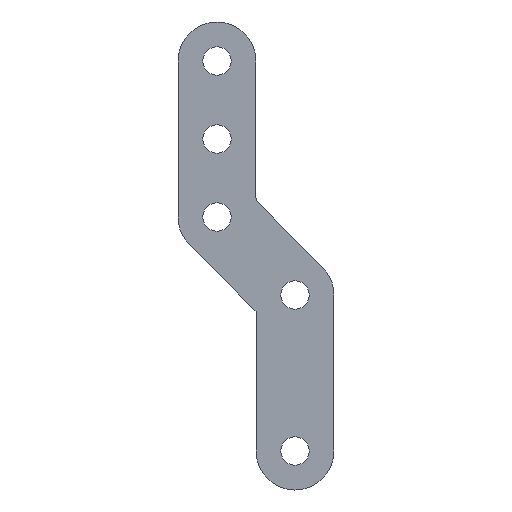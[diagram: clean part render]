
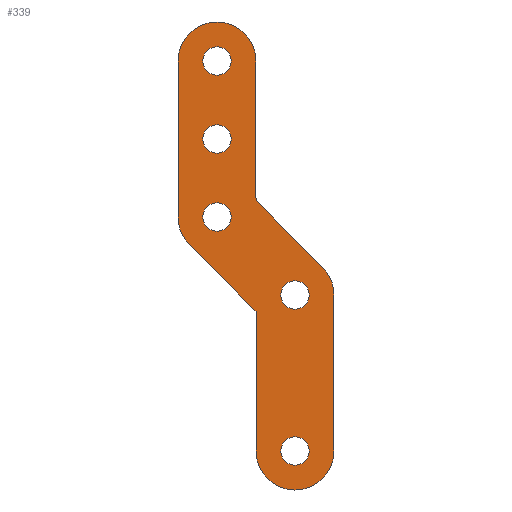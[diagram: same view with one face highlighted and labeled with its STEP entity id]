
A CAD part, front view. The second image highlights one B-rep face of the part: STEP entity #339.
In plain terms, the highlighted planar face has unit normal (0, -1, 0).
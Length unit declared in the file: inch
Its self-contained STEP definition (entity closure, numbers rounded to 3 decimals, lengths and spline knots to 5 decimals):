
#20=FACE_BOUND('',#72,.T.);
#21=FACE_BOUND('',#73,.T.);
#22=FACE_BOUND('',#74,.T.);
#23=FACE_BOUND('',#75,.T.);
#24=FACE_BOUND('',#76,.T.);
#32=PLANE('',#388);
#49=FACE_OUTER_BOUND('',#71,.T.);
#71=EDGE_LOOP('',(#299,#300,#301,#302,#303,#304,#305,#306,#307,#308));
#72=EDGE_LOOP('',(#309));
#73=EDGE_LOOP('',(#310));
#74=EDGE_LOOP('',(#311));
#75=EDGE_LOOP('',(#312));
#76=EDGE_LOOP('',(#313));
#82=LINE('',#522,#109);
#87=LINE('',#536,#114);
#90=LINE('',#542,#117);
#94=LINE('',#554,#121);
#98=LINE('',#566,#125);
#101=LINE('',#572,#128);
#109=VECTOR('',#428,0.3937);
#114=VECTOR('',#441,0.3937);
#117=VECTOR('',#446,0.3937);
#121=VECTOR('',#458,0.3937);
#125=VECTOR('',#470,0.3937);
#128=VECTOR('',#475,0.3937);
#132=CIRCLE('',#356,0.091);
#134=CIRCLE('',#359,0.091);
#136=CIRCLE('',#362,0.091);
#138=CIRCLE('',#365,0.091);
#140=CIRCLE('',#368,0.091);
#141=CIRCLE('',#371,0.25);
#143=CIRCLE('',#376,0.25);
#145=CIRCLE('',#380,0.25);
#147=CIRCLE('',#385,0.25);
#150=VERTEX_POINT('',#492);
#152=VERTEX_POINT('',#498);
#154=VERTEX_POINT('',#504);
#156=VERTEX_POINT('',#510);
#158=VERTEX_POINT('',#516);
#159=VERTEX_POINT('',#520);
#160=VERTEX_POINT('',#521);
#163=VERTEX_POINT('',#529);
#165=VERTEX_POINT('',#535);
#167=VERTEX_POINT('',#541);
#169=VERTEX_POINT('',#547);
#171=VERTEX_POINT('',#553);
#173=VERTEX_POINT('',#559);
#175=VERTEX_POINT('',#565);
#177=VERTEX_POINT('',#571);
#181=EDGE_CURVE('',#150,#150,#132,.T.);
#184=EDGE_CURVE('',#152,#152,#134,.T.);
#187=EDGE_CURVE('',#154,#154,#136,.T.);
#190=EDGE_CURVE('',#156,#156,#138,.T.);
#193=EDGE_CURVE('',#158,#158,#140,.T.);
#194=EDGE_CURVE('',#159,#160,#82,.T.);
#198=EDGE_CURVE('',#163,#160,#141,.T.);
#201=EDGE_CURVE('',#163,#165,#87,.T.);
#204=EDGE_CURVE('',#165,#167,#90,.T.);
#207=EDGE_CURVE('',#169,#167,#143,.T.);
#210=EDGE_CURVE('',#169,#171,#94,.T.);
#213=EDGE_CURVE('',#173,#171,#145,.T.);
#216=EDGE_CURVE('',#175,#173,#98,.T.);
#219=EDGE_CURVE('',#177,#175,#101,.T.);
#222=EDGE_CURVE('',#159,#177,#147,.T.);
#299=ORIENTED_EDGE('',*,*,#222,.F.);
#300=ORIENTED_EDGE('',*,*,#194,.T.);
#301=ORIENTED_EDGE('',*,*,#198,.F.);
#302=ORIENTED_EDGE('',*,*,#201,.T.);
#303=ORIENTED_EDGE('',*,*,#204,.T.);
#304=ORIENTED_EDGE('',*,*,#207,.F.);
#305=ORIENTED_EDGE('',*,*,#210,.T.);
#306=ORIENTED_EDGE('',*,*,#213,.F.);
#307=ORIENTED_EDGE('',*,*,#216,.F.);
#308=ORIENTED_EDGE('',*,*,#219,.F.);
#309=ORIENTED_EDGE('',*,*,#193,.F.);
#310=ORIENTED_EDGE('',*,*,#190,.F.);
#311=ORIENTED_EDGE('',*,*,#187,.F.);
#312=ORIENTED_EDGE('',*,*,#184,.F.);
#313=ORIENTED_EDGE('',*,*,#181,.F.);
#339=ADVANCED_FACE('',(#49,#20,#21,#22,#23,#24),#32,.F.);
#356=AXIS2_PLACEMENT_3D('',#494,#396,#397);
#359=AXIS2_PLACEMENT_3D('',#500,#403,#404);
#362=AXIS2_PLACEMENT_3D('',#506,#410,#411);
#365=AXIS2_PLACEMENT_3D('',#512,#417,#418);
#368=AXIS2_PLACEMENT_3D('',#518,#424,#425);
#371=AXIS2_PLACEMENT_3D('',#530,#434,#435);
#376=AXIS2_PLACEMENT_3D('',#548,#451,#452);
#380=AXIS2_PLACEMENT_3D('',#560,#463,#464);
#385=AXIS2_PLACEMENT_3D('',#577,#480,#481);
#388=AXIS2_PLACEMENT_3D('',#580,#486,#487);
#396=DIRECTION('center_axis',(0.,-1.,0.));
#397=DIRECTION('ref_axis',(1.,0.,0.));
#403=DIRECTION('center_axis',(0.,-1.,0.));
#404=DIRECTION('ref_axis',(1.,0.,0.));
#410=DIRECTION('center_axis',(0.,-1.,0.));
#411=DIRECTION('ref_axis',(1.,0.,0.));
#417=DIRECTION('center_axis',(0.,-1.,0.));
#418=DIRECTION('ref_axis',(1.,0.,0.));
#424=DIRECTION('center_axis',(0.,-1.,0.));
#425=DIRECTION('ref_axis',(1.,0.,0.));
#428=DIRECTION('',(0.,0.,-1.));
#434=DIRECTION('center_axis',(0.,1.,0.));
#435=DIRECTION('ref_axis',(0.,0.,-1.));
#441=DIRECTION('',(0.707,0.,-0.707));
#446=DIRECTION('',(0.,0.,-1.));
#451=DIRECTION('center_axis',(0.,1.,0.));
#452=DIRECTION('ref_axis',(1.,0.,0.));
#458=DIRECTION('',(0.,0.,1.));
#463=DIRECTION('center_axis',(0.,1.,0.));
#464=DIRECTION('ref_axis',(0.707,0.,0.707));
#470=DIRECTION('',(0.707,0.,-0.707));
#475=DIRECTION('',(0.,0.,-1.));
#480=DIRECTION('center_axis',(0.,1.,0.));
#481=DIRECTION('ref_axis',(-1.,0.,0.));
#486=DIRECTION('center_axis',(0.,1.,0.));
#487=DIRECTION('ref_axis',(1.,0.,0.));
#492=CARTESIAN_POINT('',(-0.091,0.,0.));
#494=CARTESIAN_POINT('Origin',(0.,0.,0.));
#498=CARTESIAN_POINT('',(-0.591,0.,2.));
#500=CARTESIAN_POINT('Origin',(-0.5,0.,2.));
#504=CARTESIAN_POINT('',(-0.591,0.,2.5));
#506=CARTESIAN_POINT('Origin',(-0.5,0.,2.5));
#510=CARTESIAN_POINT('',(-0.091,0.,1.));
#512=CARTESIAN_POINT('Origin',(0.,0.,1.));
#516=CARTESIAN_POINT('',(-0.591,0.,1.5));
#518=CARTESIAN_POINT('Origin',(-0.5,0.,1.5));
#520=CARTESIAN_POINT('',(-0.75,0.,2.5));
#521=CARTESIAN_POINT('',(-0.75,0.,1.5));
#522=CARTESIAN_POINT('',(-0.75,0.,2.5));
#529=CARTESIAN_POINT('',(-0.67678,0.,1.32322));
#530=CARTESIAN_POINT('Origin',(-0.5,0.,1.5));
#535=CARTESIAN_POINT('',(-0.25,0.,0.89645));
#536=CARTESIAN_POINT('',(-0.73057,0.,1.37701));
#541=CARTESIAN_POINT('',(-0.25,0.,0.));
#542=CARTESIAN_POINT('',(-0.25,0.,0.89645));
#547=CARTESIAN_POINT('',(0.25,0.,0.));
#548=CARTESIAN_POINT('Origin',(0.,0.,0.));
#553=CARTESIAN_POINT('',(0.25,0.,1.));
#554=CARTESIAN_POINT('',(0.25,0.,0.));
#559=CARTESIAN_POINT('',(0.17678,0.,1.17678));
#560=CARTESIAN_POINT('Origin',(0.,0.,1.));
#565=CARTESIAN_POINT('',(-0.25,0.,1.60355));
#566=CARTESIAN_POINT('',(-0.25,0.,1.60355));
#571=CARTESIAN_POINT('',(-0.25,0.,2.5));
#572=CARTESIAN_POINT('',(-0.25,0.,2.5));
#577=CARTESIAN_POINT('Origin',(-0.5,0.,2.5));
#580=CARTESIAN_POINT('Origin',(-0.25,0.,1.25));
